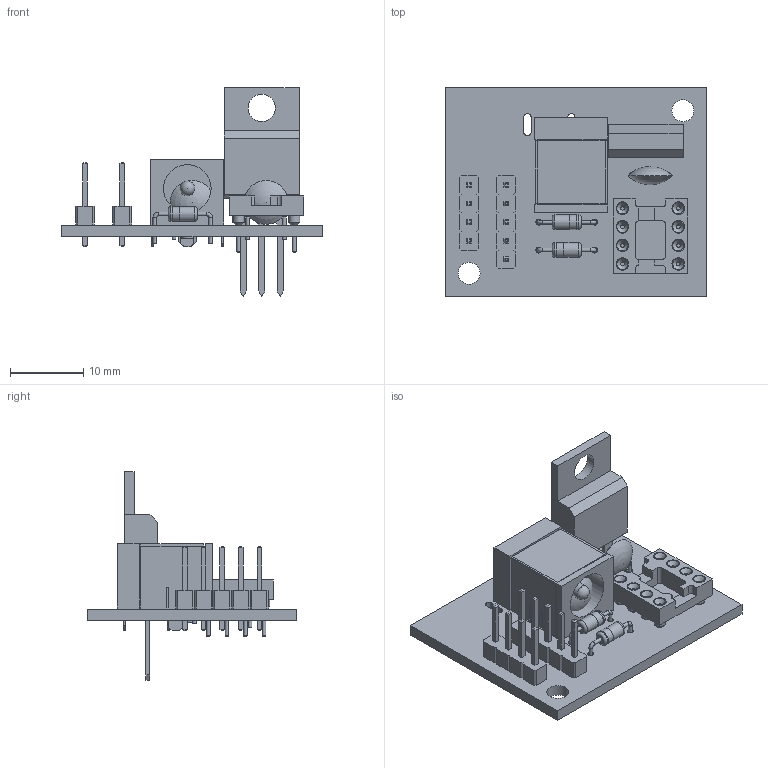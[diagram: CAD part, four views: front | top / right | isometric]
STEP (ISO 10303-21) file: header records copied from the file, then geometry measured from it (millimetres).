
FILE_DESCRIPTION(('FreeCAD Model'),'2;1');
FILE_NAME('fume_extractor_pcb3.step','2018-08-08T13:23:14',('kicad StepUp'),( 'ksu MCAD'),'Open CASCADE STEP processor 7.2','FreeCAD','Unknown');
FILE_SCHEMA(('AUTOMOTIVE_DESIGN { 1 0 10303 214 1 1 1 1 }'));
Length unit declared in the file: millimetre
Products named in the file (1): fume_extractor_pcb_
Bounding box: 35.56 x 28.57 x 28.52 mm (x, y, z)
Volume: 3402 mm3; surface area: 5558.7 mm2
Topology: 13 solids, 13 shells, 606 faces, 1411 edges, 892 vertices
Faces by surface type: plane 455, cylinder 110, cone 24, torus 8, sphere 5, revolution 4
Full cylindrical faces by diameter (mm): 0.5 x10, 0.508 x16, 0.8 x16, 1 x9, 1.1 x3, 1.5 x1, 1.524 x8, 1.724 x8, 2 x5, 2.02 x2, 3 x2, 3.735 x1, 6.5 x1
Entity records: 44576 total; most frequent: CARTESIAN_POINT 11065, DIRECTION 5560, LINE 3675, VECTOR 3675, ORIENTED_EDGE 2812, PCURVE 2812, DEFINITIONAL_REPRESENTATION 2812, EDGE_CURVE 1406
